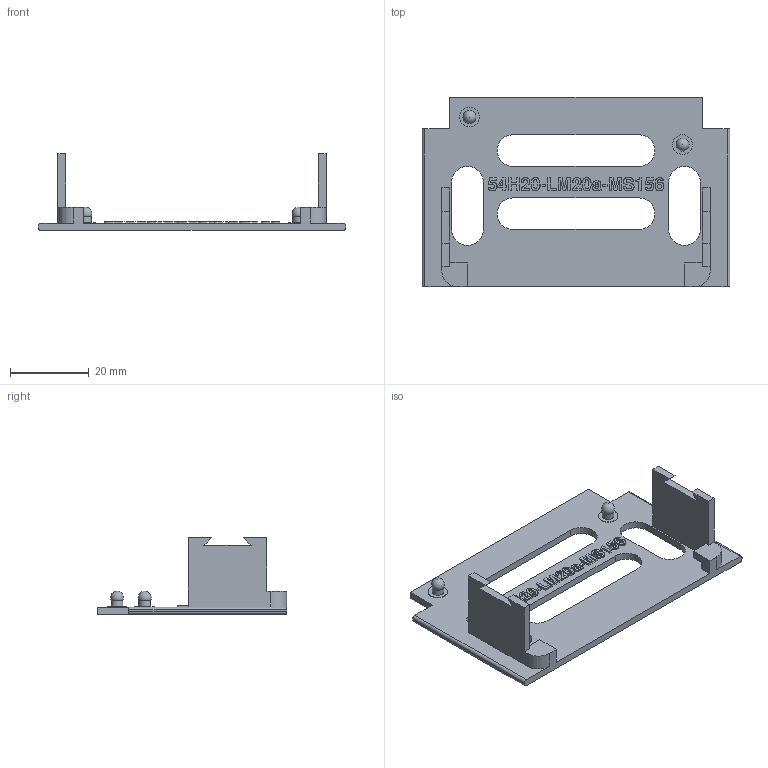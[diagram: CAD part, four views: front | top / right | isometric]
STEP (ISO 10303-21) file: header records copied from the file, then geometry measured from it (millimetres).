
FILE_DESCRIPTION(('Open CASCADE Model'),'2;1');
FILE_NAME('Open CASCADE Shape Model','2025-05-19T12:57:19',('Author'),( 'Open CASCADE'),'Open CASCADE STEP processor 7.7','Open CASCADE 7.7' ,'Unknown');
FILE_SCHEMA(('AUTOMOTIVE_DESIGN { 1 0 10303 214 1 1 1 1 }'));
Length unit declared in the file: millimetre
Products named in the file (1): Open CASCADE STEP translator 7.7 57
Bounding box: 78 x 48 x 19.5 mm (x, y, z)
Volume: 6660 mm3; surface area: 8255.4 mm2
Topology: 1 solids, 1 shells, 390 faces, 1090 edges, 726 vertices
Faces by surface type: extrusion 192, plane 178, cylinder 18, sphere 2
Full cylindrical faces by diameter (mm): 3 x2, 5 x2
Entity records: 26870 total; most frequent: CARTESIAN_POINT 6361, DIRECTION 3114, VECTOR 2616, LINE 2424, ORIENTED_EDGE 2176, PCURVE 2176, DEFINITIONAL_REPRESENTATION 2176, EDGE_CURVE 1088
